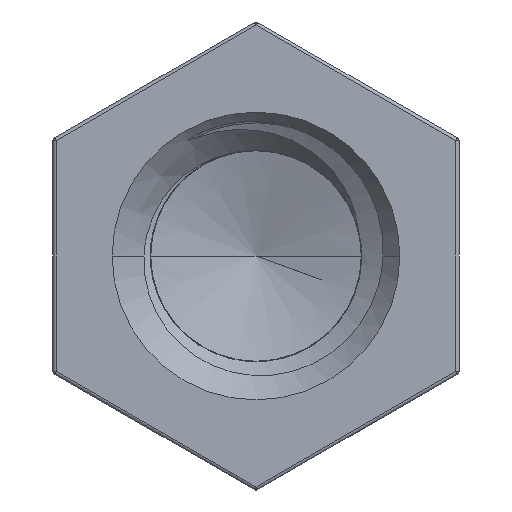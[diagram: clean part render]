
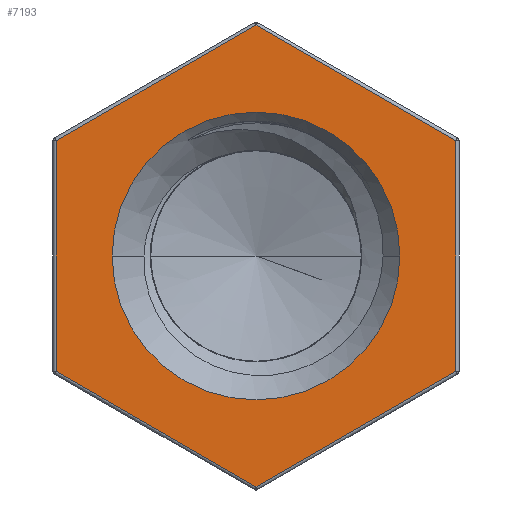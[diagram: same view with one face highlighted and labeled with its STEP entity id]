
A CAD part, left-side view. The second image highlights one B-rep face of the part: STEP entity #7193.
In plain terms, the highlighted planar face has unit normal (-1, 0, 0).
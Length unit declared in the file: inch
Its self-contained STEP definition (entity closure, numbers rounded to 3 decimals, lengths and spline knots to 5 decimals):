
#2375=DIRECTION('',(0.,-0.866,0.5));
#2376=VECTOR('',#2375,0.14203);
#2377=CARTESIAN_POINT('',(-0.5,0.,-0.14203));
#2378=LINE('',#2377,#2376);
#2382=DIRECTION('',(0.,-0.866,-0.5));
#2383=VECTOR('',#2382,0.14203);
#2384=CARTESIAN_POINT('',(-0.5,0.123,-0.07101));
#2385=LINE('',#2384,#2383);
#2389=DIRECTION('',(0.,0.,-1.));
#2390=VECTOR('',#2389,0.14203);
#2391=CARTESIAN_POINT('',(-0.5,0.123,0.07101));
#2392=LINE('',#2391,#2390);
#2396=DIRECTION('',(0.,0.866,-0.5));
#2397=VECTOR('',#2396,0.14203);
#2398=CARTESIAN_POINT('',(-0.5,0.,0.14203));
#2399=LINE('',#2398,#2397);
#2403=DIRECTION('',(0.,0.866,0.5));
#2404=VECTOR('',#2403,0.14203);
#2405=CARTESIAN_POINT('',(-0.5,-0.123,0.07101));
#2406=LINE('',#2405,#2404);
#2410=DIRECTION('',(0.,0.,1.));
#2411=VECTOR('',#2410,0.14203);
#2412=CARTESIAN_POINT('',(-0.5,-0.123,-0.07101));
#2413=LINE('',#2412,#2411);
#2417=CARTESIAN_POINT('',(-0.5,0.,0.));
#2418=DIRECTION('',(1.,0.,0.));
#2419=DIRECTION('',(0.,1.,0.));
#2420=AXIS2_PLACEMENT_3D('',#2417,#2418,#2419);
#2425=CARTESIAN_POINT('',(-0.5,0.,0.));
#2426=DIRECTION('',(1.,0.,0.));
#2427=DIRECTION('',(0.,-1.,0.));
#2428=AXIS2_PLACEMENT_3D('',#2425,#2426,#2427);
#4989=CARTESIAN_POINT('',(-0.5,0.08856,0.));
#4990=CARTESIAN_POINT('',(-0.5,-0.08856,0.));
#4991=VERTEX_POINT('',#4989);
#4992=VERTEX_POINT('',#4990);
#5007=CARTESIAN_POINT('',(-0.5,0.,-0.14203));
#5008=CARTESIAN_POINT('',(-0.5,-0.123,-0.07101));
#5009=VERTEX_POINT('',#5007);
#5010=VERTEX_POINT('',#5008);
#5019=CARTESIAN_POINT('',(-0.5,-0.123,0.07101));
#5020=VERTEX_POINT('',#5019);
#5067=CARTESIAN_POINT('',(-0.5,0.,0.14203));
#5068=VERTEX_POINT('',#5067);
#5069=CARTESIAN_POINT('',(-0.5,0.123,0.07101));
#5070=VERTEX_POINT('',#5069);
#5071=CARTESIAN_POINT('',(-0.5,0.123,-0.07101));
#5072=VERTEX_POINT('',#5071);
#7170=CARTESIAN_POINT('',(-0.5,0.,0.));
#7171=DIRECTION('',(1.,0.,0.));
#7172=DIRECTION('',(0.,-1.,0.));
#7173=AXIS2_PLACEMENT_3D('',#7170,#7171,#7172);
#7174=PLANE('',#7173);
#7175=ORIENTED_EDGE('',*,*,#7161,.F.);
#7177=ORIENTED_EDGE('',*,*,#7176,.F.);
#7179=ORIENTED_EDGE('',*,*,#7178,.F.);
#7181=ORIENTED_EDGE('',*,*,#7180,.F.);
#7183=ORIENTED_EDGE('',*,*,#7182,.F.);
#7184=ORIENTED_EDGE('',*,*,#7082,.F.);
#7185=EDGE_LOOP('',(#7175,#7177,#7179,#7181,#7183,#7184));
#7186=FACE_OUTER_BOUND('',#7185,.F.);
#7188=ORIENTED_EDGE('',*,*,#7187,.F.);
#7190=ORIENTED_EDGE('',*,*,#7189,.F.);
#7191=EDGE_LOOP('',(#7188,#7190));
#7192=FACE_BOUND('',#7191,.F.);
#2421=CIRCLE('',#2420,0.08856);
#2429=CIRCLE('',#2428,0.08856);
#7082=EDGE_CURVE('',#5010,#5020,#2413,.T.);
#7161=EDGE_CURVE('',#5009,#5010,#2378,.T.);
#7176=EDGE_CURVE('',#5072,#5009,#2385,.T.);
#7178=EDGE_CURVE('',#5070,#5072,#2392,.T.);
#7180=EDGE_CURVE('',#5068,#5070,#2399,.T.);
#7182=EDGE_CURVE('',#5020,#5068,#2406,.T.);
#7187=EDGE_CURVE('',#4991,#4992,#2421,.T.);
#7189=EDGE_CURVE('',#4992,#4991,#2429,.T.);
#7193=ADVANCED_FACE('',(#7186,#7192),#7174,.F.);
